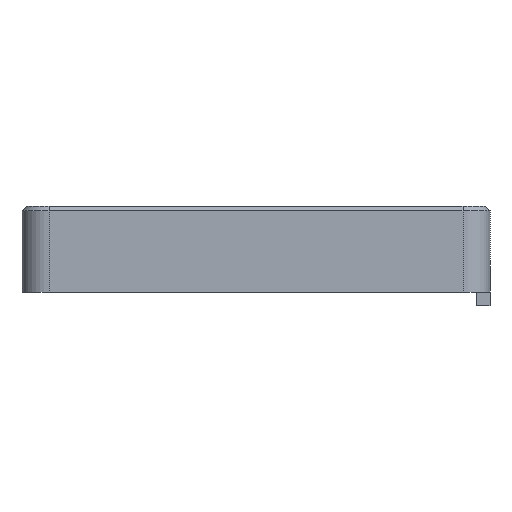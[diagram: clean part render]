
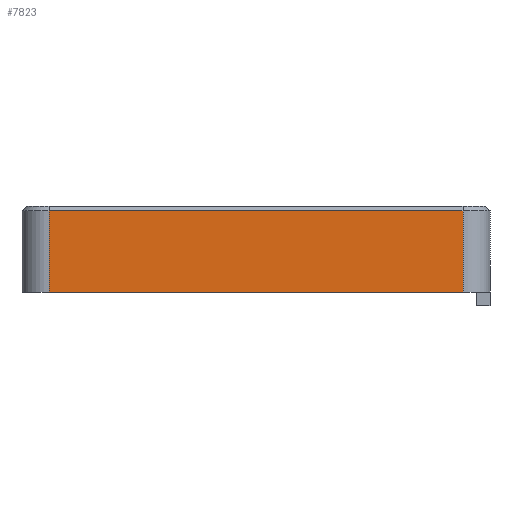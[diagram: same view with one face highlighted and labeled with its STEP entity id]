
A CAD part, front view. The second image highlights one B-rep face of the part: STEP entity #7823.
In plain terms, the highlighted planar face has unit normal (0, -1, 0).
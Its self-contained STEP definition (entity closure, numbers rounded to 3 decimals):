
#1816 = PLANE('',#1817);
#1817 = AXIS2_PLACEMENT_3D('',#1818,#1819,#1820);
#1818 = CARTESIAN_POINT('',(-23.,-24.75,13.25));
#1819 = DIRECTION('',(0.,0.707,-0.707));
#1820 = DIRECTION('',(1.,0.,0.));
#3440 = PLANE('',#3441);
#3441 = AXIS2_PLACEMENT_3D('',#3442,#3443,#3444);
#3442 = CARTESIAN_POINT('',(0.,0.,4.));
#3443 = DIRECTION('',(-0.,-0.,-1.));
#3444 = DIRECTION('',(-1.,0.,0.));
#5715 = VERTEX_POINT('',#5716);
#5716 = CARTESIAN_POINT('',(-23.,-25.,13.));
#5750 = CYLINDRICAL_SURFACE('',#5751,3.);
#5751 = AXIS2_PLACEMENT_3D('',#5752,#5753,#5754);
#5752 = CARTESIAN_POINT('',(-23.,-22.,9.5));
#5753 = DIRECTION('',(0.,0.,1.));
#5754 = DIRECTION('',(1.,0.,0.));
#5768 = VERTEX_POINT('',#5769);
#5769 = CARTESIAN_POINT('',(23.,-25.,13.));
#5788 = EDGE_CURVE('',#5715,#5768,#5789,.T.);
#5789 = SURFACE_CURVE('',#5790,(#5794,#5801),.PCURVE_S1.);
#5790 = LINE('',#5791,#5792);
#5791 = CARTESIAN_POINT('',(-23.,-25.,13.));
#5792 = VECTOR('',#5793,1.);
#5793 = DIRECTION('',(1.,0.,0.));
#5794 = PCURVE('',#1816,#5795);
#5795 = DEFINITIONAL_REPRESENTATION('',(#5796),#5800);
#5796 = LINE('',#5797,#5798);
#5797 = CARTESIAN_POINT('',(0.,0.354));
#5798 = VECTOR('',#5799,1.);
#5799 = DIRECTION('',(1.,0.));
#5800 = ( GEOMETRIC_REPRESENTATION_CONTEXT(2) 
PARAMETRIC_REPRESENTATION_CONTEXT() REPRESENTATION_CONTEXT('2D SPACE',''
  ) );
#5801 = PCURVE('',#5802,#5807);
#5802 = PLANE('',#5803);
#5803 = AXIS2_PLACEMENT_3D('',#5804,#5805,#5806);
#5804 = CARTESIAN_POINT('',(0.,-25.,8.75));
#5805 = DIRECTION('',(-0.,-1.,-0.));
#5806 = DIRECTION('',(0.,0.,-1.));
#5807 = DEFINITIONAL_REPRESENTATION('',(#5808),#5812);
#5808 = LINE('',#5809,#5810);
#5809 = CARTESIAN_POINT('',(-4.25,-23.));
#5810 = VECTOR('',#5811,1.);
#5811 = DIRECTION('',(0.,1.));
#5812 = ( GEOMETRIC_REPRESENTATION_CONTEXT(2) 
PARAMETRIC_REPRESENTATION_CONTEXT() REPRESENTATION_CONTEXT('2D SPACE',''
  ) );
#5855 = CYLINDRICAL_SURFACE('',#5856,3.);
#5856 = AXIS2_PLACEMENT_3D('',#5857,#5858,#5859);
#5857 = CARTESIAN_POINT('',(23.,-22.,9.5));
#5858 = DIRECTION('',(0.,0.,1.));
#5859 = DIRECTION('',(1.,0.,0.));
#7100 = VERTEX_POINT('',#7101);
#7101 = CARTESIAN_POINT('',(23.,-25.,4.));
#7123 = EDGE_CURVE('',#7100,#7124,#7126,.T.);
#7124 = VERTEX_POINT('',#7125);
#7125 = CARTESIAN_POINT('',(-23.,-25.,4.));
#7126 = SURFACE_CURVE('',#7127,(#7131,#7137),.PCURVE_S1.);
#7127 = LINE('',#7128,#7129);
#7128 = CARTESIAN_POINT('',(11.5,-25.,4.));
#7129 = VECTOR('',#7130,1.);
#7130 = DIRECTION('',(-1.,0.,0.));
#7131 = PCURVE('',#3440,#7132);
#7132 = DEFINITIONAL_REPRESENTATION('',(#7133),#7136);
#7133 = B_SPLINE_CURVE_WITH_KNOTS('',1,(#7134,#7135),.UNSPECIFIED.,.F.,
  .F.,(2,2),(-119999988.5,119999988.5),
  .PIECEWISE_BEZIER_KNOTS.);
#7134 = CARTESIAN_POINT('',(-120000000.,-25.));
#7135 = CARTESIAN_POINT('',(119999977.,-25.));
#7136 = ( GEOMETRIC_REPRESENTATION_CONTEXT(2) 
PARAMETRIC_REPRESENTATION_CONTEXT() REPRESENTATION_CONTEXT('2D SPACE',''
  ) );
#7137 = PCURVE('',#5802,#7138);
#7138 = DEFINITIONAL_REPRESENTATION('',(#7139),#7143);
#7139 = LINE('',#7140,#7141);
#7140 = CARTESIAN_POINT('',(4.75,11.5));
#7141 = VECTOR('',#7142,1.);
#7142 = DIRECTION('',(0.,-1.));
#7143 = ( GEOMETRIC_REPRESENTATION_CONTEXT(2) 
PARAMETRIC_REPRESENTATION_CONTEXT() REPRESENTATION_CONTEXT('2D SPACE',''
  ) );
#7800 = EDGE_CURVE('',#7124,#5715,#7801,.T.);
#7801 = SURFACE_CURVE('',#7802,(#7806,#7813),.PCURVE_S1.);
#7802 = LINE('',#7803,#7804);
#7803 = CARTESIAN_POINT('',(-23.,-25.,10.));
#7804 = VECTOR('',#7805,1.);
#7805 = DIRECTION('',(0.,0.,1.));
#7806 = PCURVE('',#5750,#7807);
#7807 = DEFINITIONAL_REPRESENTATION('',(#7808),#7812);
#7808 = LINE('',#7809,#7810);
#7809 = CARTESIAN_POINT('',(-1.571,0.5));
#7810 = VECTOR('',#7811,1.);
#7811 = DIRECTION('',(-0.,1.));
#7812 = ( GEOMETRIC_REPRESENTATION_CONTEXT(2) 
PARAMETRIC_REPRESENTATION_CONTEXT() REPRESENTATION_CONTEXT('2D SPACE',''
  ) );
#7813 = PCURVE('',#5802,#7814);
#7814 = DEFINITIONAL_REPRESENTATION('',(#7815),#7819);
#7815 = LINE('',#7816,#7817);
#7816 = CARTESIAN_POINT('',(-1.25,-23.));
#7817 = VECTOR('',#7818,1.);
#7818 = DIRECTION('',(-1.,0.));
#7819 = ( GEOMETRIC_REPRESENTATION_CONTEXT(2) 
PARAMETRIC_REPRESENTATION_CONTEXT() REPRESENTATION_CONTEXT('2D SPACE',''
  ) );
#7823 = ADVANCED_FACE('',(#7824),#5802,.T.);
#7824 = FACE_BOUND('',#7825,.T.);
#7825 = EDGE_LOOP('',(#7826,#7847,#7848,#7849));
#7826 = ORIENTED_EDGE('',*,*,#7827,.F.);
#7827 = EDGE_CURVE('',#5768,#7100,#7828,.T.);
#7828 = SURFACE_CURVE('',#7829,(#7833,#7840),.PCURVE_S1.);
#7829 = LINE('',#7830,#7831);
#7830 = CARTESIAN_POINT('',(23.,-25.,9.5));
#7831 = VECTOR('',#7832,1.);
#7832 = DIRECTION('',(0.,0.,-1.));
#7833 = PCURVE('',#5802,#7834);
#7834 = DEFINITIONAL_REPRESENTATION('',(#7835),#7839);
#7835 = LINE('',#7836,#7837);
#7836 = CARTESIAN_POINT('',(-0.75,23.));
#7837 = VECTOR('',#7838,1.);
#7838 = DIRECTION('',(1.,0.));
#7839 = ( GEOMETRIC_REPRESENTATION_CONTEXT(2) 
PARAMETRIC_REPRESENTATION_CONTEXT() REPRESENTATION_CONTEXT('2D SPACE',''
  ) );
#7840 = PCURVE('',#5855,#7841);
#7841 = DEFINITIONAL_REPRESENTATION('',(#7842),#7846);
#7842 = LINE('',#7843,#7844);
#7843 = CARTESIAN_POINT('',(-1.571,0.));
#7844 = VECTOR('',#7845,1.);
#7845 = DIRECTION('',(-0.,-1.));
#7846 = ( GEOMETRIC_REPRESENTATION_CONTEXT(2) 
PARAMETRIC_REPRESENTATION_CONTEXT() REPRESENTATION_CONTEXT('2D SPACE',''
  ) );
#7847 = ORIENTED_EDGE('',*,*,#5788,.F.);
#7848 = ORIENTED_EDGE('',*,*,#7800,.F.);
#7849 = ORIENTED_EDGE('',*,*,#7123,.F.);
